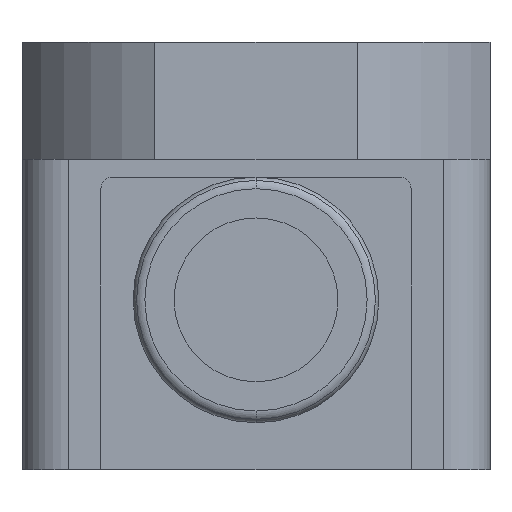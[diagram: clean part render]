
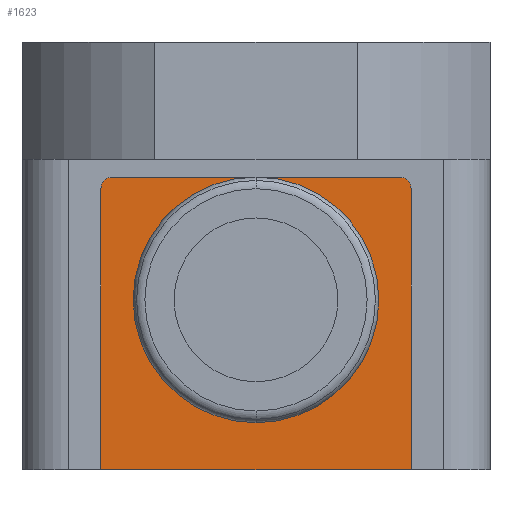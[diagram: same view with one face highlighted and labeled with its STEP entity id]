
A CAD part, front view. The second image highlights one B-rep face of the part: STEP entity #1623.
In plain terms, the highlighted planar face has unit normal (0, -1, 0).
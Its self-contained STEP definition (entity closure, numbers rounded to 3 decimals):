
#98=DIRECTION('',(-1.,0.,0.));
#99=VECTOR('',#98,5.3);
#100=CARTESIAN_POINT('',(2.65,0.,0.));
#101=LINE('',#100,#99);
#532=CARTESIAN_POINT('',(0.,0.,2.9));
#533=DIRECTION('',(0.,1.,0.));
#534=DIRECTION('',(-1.,0.,0.));
#535=AXIS2_PLACEMENT_3D('',#532,#533,#534);
#537=CARTESIAN_POINT('',(0.,0.,2.9));
#538=DIRECTION('',(0.,1.,0.));
#539=DIRECTION('',(1.,0.,0.));
#540=AXIS2_PLACEMENT_3D('',#537,#538,#539);
#542=CARTESIAN_POINT('',(0.,0.,2.9));
#543=DIRECTION('',(0.,1.,0.));
#544=DIRECTION('',(0.,0.,1.));
#545=AXIS2_PLACEMENT_3D('',#542,#543,#544);
#547=CARTESIAN_POINT('',(2.45,0.,4.8));
#548=DIRECTION('',(0.,-1.,0.));
#549=DIRECTION('',(1.,0.,0.));
#550=AXIS2_PLACEMENT_3D('',#547,#548,#549);
#552=DIRECTION('',(0.,0.,-1.));
#553=VECTOR('',#552,4.8);
#554=CARTESIAN_POINT('',(-2.65,0.,4.8));
#555=LINE('',#554,#553);
#556=CARTESIAN_POINT('',(-2.45,0.,4.8));
#557=DIRECTION('',(0.,-1.,0.));
#558=DIRECTION('',(0.,0.,1.));
#559=AXIS2_PLACEMENT_3D('',#556,#557,#558);
#662=DIRECTION('',(1.,0.,0.));
#663=VECTOR('',#662,2.45);
#664=CARTESIAN_POINT('',(0.,0.,5.));
#665=LINE('',#664,#663);
#666=DIRECTION('',(1.,0.,0.));
#667=VECTOR('',#666,2.45);
#668=CARTESIAN_POINT('',(-2.45,0.,5.));
#669=LINE('',#668,#667);
#682=DIRECTION('',(0.,0.,-1.));
#683=VECTOR('',#682,4.8);
#684=CARTESIAN_POINT('',(2.65,0.,4.8));
#685=LINE('',#684,#683);
#744=CARTESIAN_POINT('',(2.65,0.,4.8));
#745=CARTESIAN_POINT('',(2.45,0.,5.));
#746=VERTEX_POINT('',#744);
#747=VERTEX_POINT('',#745);
#748=CARTESIAN_POINT('',(0.,0.,5.));
#749=VERTEX_POINT('',#748);
#750=CARTESIAN_POINT('',(-2.45,0.,5.));
#751=VERTEX_POINT('',#750);
#752=CARTESIAN_POINT('',(-2.65,0.,4.8));
#753=VERTEX_POINT('',#752);
#754=CARTESIAN_POINT('',(-2.65,0.,0.));
#755=VERTEX_POINT('',#754);
#756=CARTESIAN_POINT('',(2.65,0.,0.));
#757=VERTEX_POINT('',#756);
#878=CARTESIAN_POINT('',(-2.1,0.,2.9));
#880=VERTEX_POINT('',#878);
#882=CARTESIAN_POINT('',(2.1,0.,2.9));
#884=VERTEX_POINT('',#882);
#1599=CARTESIAN_POINT('',(-2.65,0.,0.));
#1600=DIRECTION('',(0.,-1.,0.));
#1601=DIRECTION('',(1.,0.,0.));
#1602=AXIS2_PLACEMENT_3D('',#1599,#1600,#1601);
#1603=PLANE('',#1602);
#1605=ORIENTED_EDGE('',*,*,#1604,.F.);
#1607=ORIENTED_EDGE('',*,*,#1606,.F.);
#1609=ORIENTED_EDGE('',*,*,#1608,.F.);
#1611=ORIENTED_EDGE('',*,*,#1610,.T.);
#1613=ORIENTED_EDGE('',*,*,#1612,.F.);
#1615=ORIENTED_EDGE('',*,*,#1614,.T.);
#1616=ORIENTED_EDGE('',*,*,#994,.T.);
#1617=ORIENTED_EDGE('',*,*,#1578,.F.);
#1618=ORIENTED_EDGE('',*,*,#1590,.F.);
#1620=ORIENTED_EDGE('',*,*,#1619,.T.);
#1621=EDGE_LOOP('',(#1605,#1607,#1609,#1611,#1613,#1615,#1616,#1617,#1618,
#1620));
#1622=FACE_OUTER_BOUND('',#1621,.F.);
#1623=ADVANCED_FACE('',(#1622),#1603,.T.);
#536=CIRCLE('',#535,2.1);
#541=CIRCLE('',#540,2.1);
#546=CIRCLE('',#545,2.1);
#551=CIRCLE('',#550,0.2);
#560=CIRCLE('',#559,0.2);
#994=EDGE_CURVE('',#757,#755,#101,.T.);
#1578=EDGE_CURVE('',#753,#755,#555,.T.);
#1590=EDGE_CURVE('',#751,#753,#560,.T.);
#1604=EDGE_CURVE('',#880,#749,#536,.T.);
#1606=EDGE_CURVE('',#884,#880,#541,.T.);
#1608=EDGE_CURVE('',#749,#884,#546,.T.);
#1610=EDGE_CURVE('',#749,#747,#665,.T.);
#1612=EDGE_CURVE('',#746,#747,#551,.T.);
#1614=EDGE_CURVE('',#746,#757,#685,.T.);
#1619=EDGE_CURVE('',#751,#749,#669,.T.);
